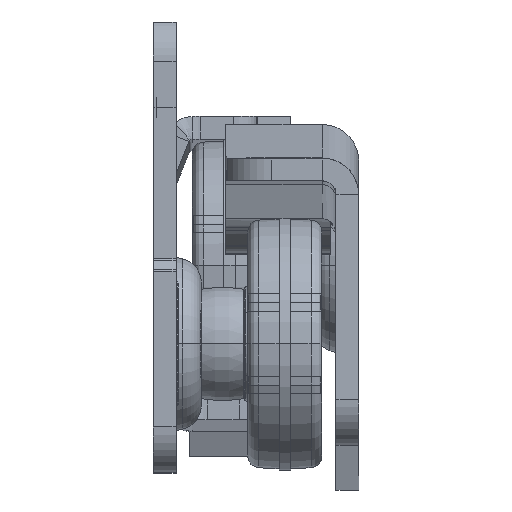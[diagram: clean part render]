
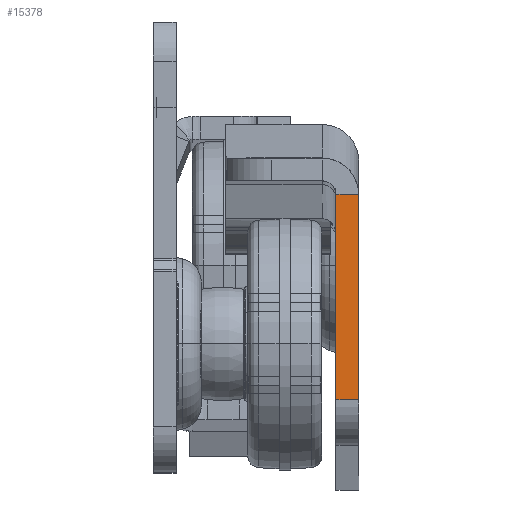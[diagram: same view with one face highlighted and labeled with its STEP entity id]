
A CAD part, top view. The second image highlights one B-rep face of the part: STEP entity #15378.
In plain terms, the highlighted face is planar.
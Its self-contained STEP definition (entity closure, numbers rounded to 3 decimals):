
#597 = VERTEX_POINT ( 'NONE', #50185 ) ;
#771 = EDGE_CURVE ( 'NONE', #8125, #12653, #33816, .T. ) ;
#2828 = CARTESIAN_POINT ( 'NONE',  ( 0., -7.75, 645.5 ) ) ;
#5218 = CARTESIAN_POINT ( 'NONE',  ( -2., -11.75, 645.5 ) ) ;
#8125 = VERTEX_POINT ( 'NONE', #30776 ) ;
#9008 = DIRECTION ( 'NONE',  ( 1., 0., 0. ) ) ;
#11060 = ORIENTED_EDGE ( 'NONE', *, *, #39610, .F. ) ;
#12653 = VERTEX_POINT ( 'NONE', #2828 ) ;
#12985 = CARTESIAN_POINT ( 'NONE',  ( -2., -11.75, 645.5 ) ) ;
#15378 = ADVANCED_FACE ( 'NONE', ( #33831 ), #21818, .T. ) ;
#16430 = VERTEX_POINT ( 'NONE', #37935 ) ;
#20556 = DIRECTION ( 'NONE',  ( 1., 0., 0. ) ) ;
#21190 = DIRECTION ( 'NONE',  ( 1., 0., 0. ) ) ;
#21818 = PLANE ( 'NONE',  #25944 ) ;
#25590 = CARTESIAN_POINT ( 'NONE',  ( -2., -7.75, 645.5 ) ) ;
#25791 = DIRECTION ( 'NONE',  ( 0., -1., 0. ) ) ;
#25944 = AXIS2_PLACEMENT_3D ( 'NONE', #5218, #45595, #9008 ) ;
#27975 = VECTOR ( 'NONE', #38592, 1000. ) ;
#29282 = ORIENTED_EDGE ( 'NONE', *, *, #33719, .T. ) ;
#29343 = LINE ( 'NONE', #25590, #44076 ) ;
#30046 = LINE ( 'NONE', #12985, #31412 ) ;
#30776 = CARTESIAN_POINT ( 'NONE',  ( 0., 10.226, 645.5 ) ) ;
#31412 = VECTOR ( 'NONE', #25791, 1000. ) ;
#33461 = LINE ( 'NONE', #41746, #33546 ) ;
#33546 = VECTOR ( 'NONE', #21190, 1000. ) ;
#33719 = EDGE_CURVE ( 'NONE', #16430, #597, #30046, .T. ) ;
#33816 = LINE ( 'NONE', #42896, #27975 ) ;
#33831 = FACE_OUTER_BOUND ( 'NONE', #47291, .T. ) ;
#37935 = CARTESIAN_POINT ( 'NONE',  ( -2., 10.226, 645.5 ) ) ;
#38592 = DIRECTION ( 'NONE',  ( 0., -1., 0. ) ) ;
#39610 = EDGE_CURVE ( 'NONE', #16430, #8125, #33461, .T. ) ;
#41746 = CARTESIAN_POINT ( 'NONE',  ( -2., 10.226, 645.5 ) ) ;
#42896 = CARTESIAN_POINT ( 'NONE',  ( 0., -11.75, 645.5 ) ) ;
#44076 = VECTOR ( 'NONE', #20556, 1000. ) ;
#45595 = DIRECTION ( 'NONE',  ( 0., 0., 1. ) ) ;
#45801 = ORIENTED_EDGE ( 'NONE', *, *, #771, .F. ) ;
#47291 = EDGE_LOOP ( 'NONE', ( #11060, #29282, #52225, #45801 ) ) ;
#50185 = CARTESIAN_POINT ( 'NONE',  ( -2., -7.75, 645.5 ) ) ;
#51303 = EDGE_CURVE ( 'NONE', #597, #12653, #29343, .T. ) ;
#52225 = ORIENTED_EDGE ( 'NONE', *, *, #51303, .T. ) ;
